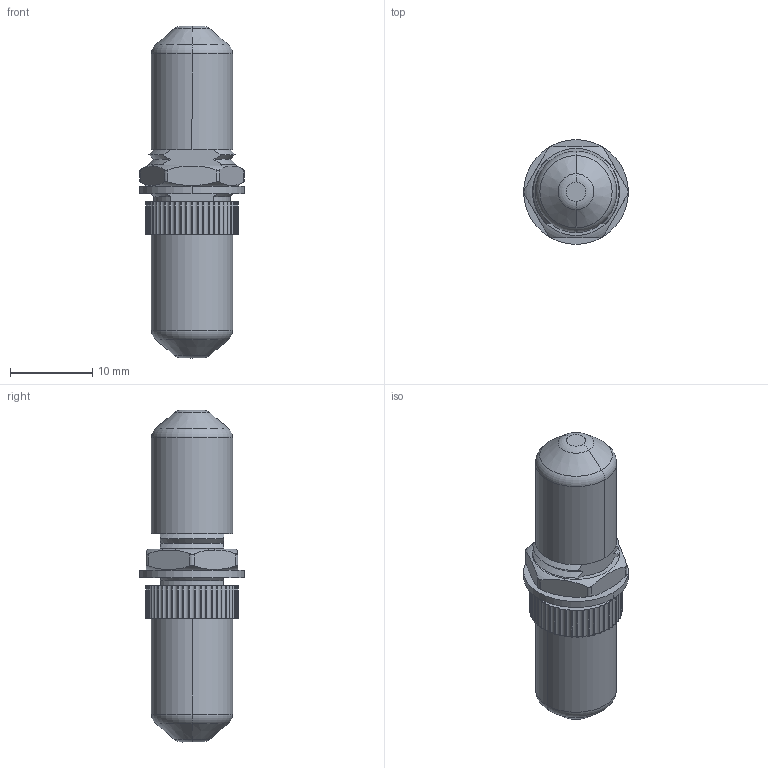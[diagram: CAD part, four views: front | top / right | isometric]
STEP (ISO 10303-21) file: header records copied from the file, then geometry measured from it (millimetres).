
FILE_DESCRIPTION (( 'STEP AP214' ), '1' );
FILE_NAME ('FOA-951_3D.step', '2024-04-26T18:53:37', ( '' ), ( '' ), 'SwSTEP 2.0', 'SolidWorks 2022', '' );
FILE_SCHEMA (( 'AUTOMOTIVE_DESIGN' ));
Length unit declared in the file: inch
Products named in the file (5): FOA-951_3D; 3AA03-001; 3AB09-001; 3AA02-001; FOA-951
Assembly tree (5 placements, depth 2):
  FOA-951_3D
    FOA-951
    3AA03-001
    3AA02-001
    3AB09-001  x2
Bounding box: 12.7 x 12.7 x 40.26 mm (x, y, z)
Volume: 1794.4 mm3; surface area: 3586.8 mm2
Topology: 5 solids, 6 shells, 330 faces, 900 edges, 588 vertices
Faces by surface type: cylinder 196, plane 82, cone 30, torus 22
Entity records: 10912 total; most frequent: CARTESIAN_POINT 2219, DIRECTION 1866, ORIENTED_EDGE 1744, EDGE_CURVE 872, AXIS2_PLACEMENT_3D 755, VERTEX_POINT 572, CIRCLE 432, LINE 356
